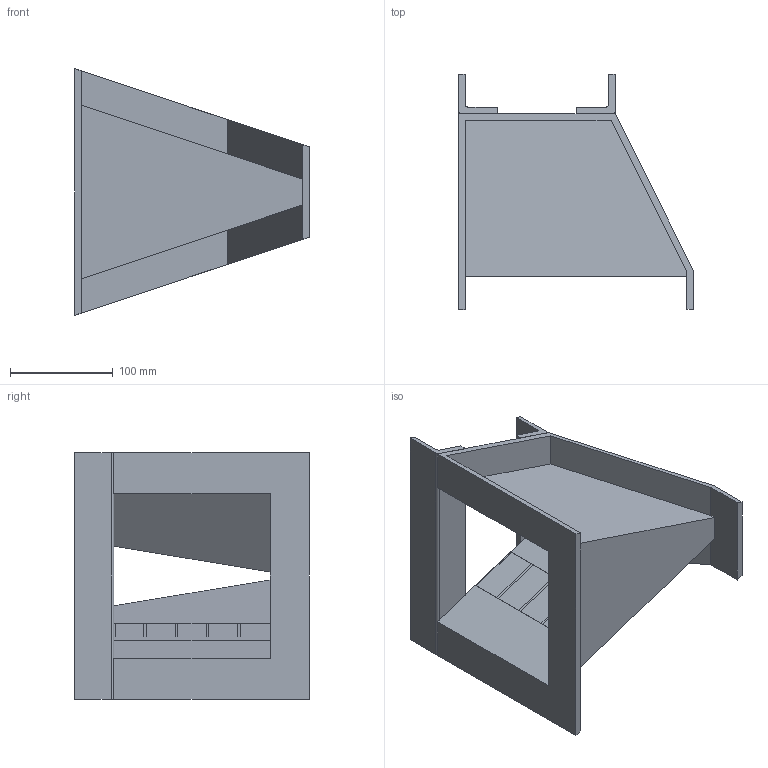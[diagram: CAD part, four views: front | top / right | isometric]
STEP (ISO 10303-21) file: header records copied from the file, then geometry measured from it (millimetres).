
FILE_DESCRIPTION (( 'STEP AP214' ), '1' );
FILE_NAME ('0.5HS Flume Assem1 no options.STEP', '2020-09-09T13:03:52', ( '' ), ( '' ), 'SwSTEP 2.0', 'SolidWorks 2020', '' );
FILE_SCHEMA (( 'AUTOMOTIVE_DESIGN' ));
Length unit declared in the file: inch
Products named in the file (3): HS Flume_0.50'' HS FLUME; Parshall Staff Gauge_English Staff Gauge - .5ft; 0.5HS Flume Assem1 no options
Assembly tree (2 placements, depth 2):
  0.5HS Flume Assem1 no options
    HS Flume_0.50'' HS FLUME
    Parshall Staff Gauge_English Staff Gauge - .5ft
Bounding box: 228.6 x 228.6 x 240.34 mm (x, y, z)
Volume: 968376.1 mm3; surface area: 335165.2 mm2
Topology: 4 solids, 4 shells, 66 faces, 172 edges, 114 vertices
Faces by surface type: plane 62, cylinder 4
Entity records: 2503 total; most frequent: CARTESIAN_POINT 381, ORIENTED_EDGE 344, DIRECTION 306, EDGE_CURVE 172, LINE 164, VECTOR 164, VERTEX_POINT 114, AXIS2_PLACEMENT_3D 71
